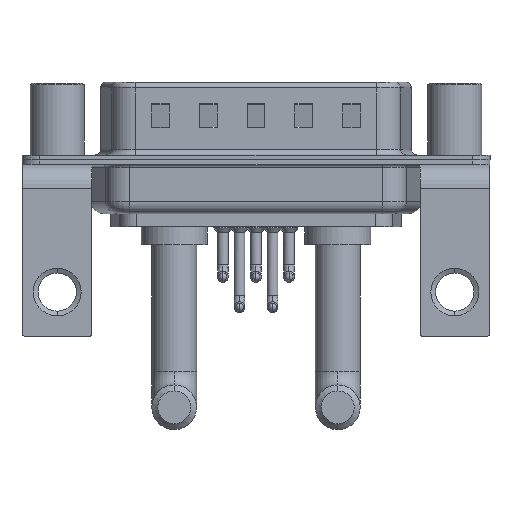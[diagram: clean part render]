
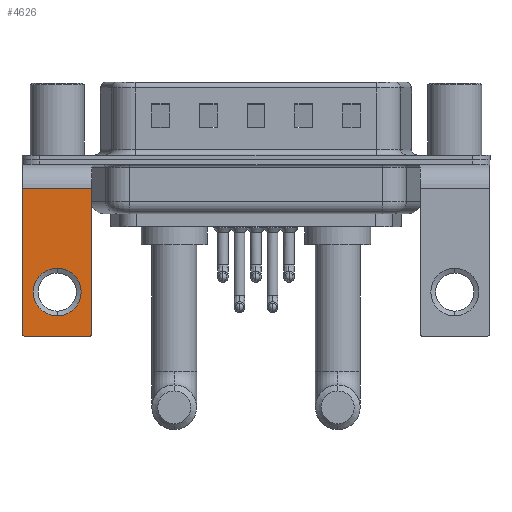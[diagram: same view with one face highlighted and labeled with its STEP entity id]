
A CAD part, front view. The second image highlights one B-rep face of the part: STEP entity #4626.
In plain terms, the highlighted planar face has unit normal (0, -1, 0).
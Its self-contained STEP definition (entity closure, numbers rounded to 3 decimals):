
#242 = CIRCLE ( 'NONE', #14647, 2. ) ;
#899 = CARTESIAN_POINT ( 'NONE',  ( 2.9, -6.25, -14.55 ) ) ;
#1136 = VERTEX_POINT ( 'NONE', #16481 ) ;
#1305 = DIRECTION ( 'NONE',  ( 0., 0., 1. ) ) ;
#2278 = VECTOR ( 'NONE', #9690, 1000. ) ;
#2371 = LINE ( 'NONE', #7489, #12686 ) ;
#2752 = CARTESIAN_POINT ( 'NONE',  ( 2.9, -6.25, -2.4 ) ) ;
#2802 = VERTEX_POINT ( 'NONE', #2752 ) ;
#2842 = VERTEX_POINT ( 'NONE', #9986 ) ;
#3122 = PLANE ( 'NONE',  #13737 ) ;
#3749 = CARTESIAN_POINT ( 'NONE',  ( -2.65, -6.25, -14.8 ) ) ;
#3785 = EDGE_CURVE ( 'NONE', #2842, #6312, #23002, .T. ) ;
#4626 = ADVANCED_FACE ( 'NONE', ( #5130, #19575 ), #3122, .F. ) ;
#4688 = DIRECTION ( 'NONE',  ( 0., 0., -1. ) ) ;
#4878 = CARTESIAN_POINT ( 'NONE',  ( 2.65, -6.25, -14.55 ) ) ;
#4924 = CARTESIAN_POINT ( 'NONE',  ( -2.65, -6.25, -14.55 ) ) ;
#4936 = CARTESIAN_POINT ( 'NONE',  ( -2.9, -6.25, -14.55 ) ) ;
#5024 = EDGE_CURVE ( 'NONE', #2802, #8034, #16709, .T. ) ;
#5130 = FACE_BOUND ( 'NONE', #20581, .T. ) ;
#6037 = CIRCLE ( 'NONE', #14371, 0.25 ) ;
#6045 = EDGE_CURVE ( 'NONE', #1136, #17428, #11370, .T. ) ;
#6085 = ORIENTED_EDGE ( 'NONE', *, *, #6733, .F. ) ;
#6247 = CARTESIAN_POINT ( 'NONE',  ( 2.9, -6.25, -14.8 ) ) ;
#6312 = VERTEX_POINT ( 'NONE', #8063 ) ;
#6657 = ORIENTED_EDGE ( 'NONE', *, *, #10137, .T. ) ;
#6733 = EDGE_CURVE ( 'NONE', #1136, #7034, #8041, .T. ) ;
#7034 = VERTEX_POINT ( 'NONE', #3749 ) ;
#7489 = CARTESIAN_POINT ( 'NONE',  ( -2.9, -6.25, -2.4 ) ) ;
#8034 = VERTEX_POINT ( 'NONE', #22932 ) ;
#8041 = LINE ( 'NONE', #6247, #2278 ) ;
#8063 = CARTESIAN_POINT ( 'NONE',  ( 0., -6.25, -13.07 ) ) ;
#8248 = DIRECTION ( 'NONE',  ( 0., 0., 1. ) ) ;
#9009 = AXIS2_PLACEMENT_3D ( 'NONE', #13768, #15421, #1305 ) ;
#9690 = DIRECTION ( 'NONE',  ( -1., 0., 0. ) ) ;
#9934 = DIRECTION ( 'NONE',  ( 0., 0., 1. ) ) ;
#9986 = CARTESIAN_POINT ( 'NONE',  ( 0., -6.25, -9.07 ) ) ;
#10137 = EDGE_CURVE ( 'NONE', #8034, #16212, #2371, .T. ) ;
#10886 = VECTOR ( 'NONE', #4688, 1000. ) ;
#11370 = CIRCLE ( 'NONE', #13644, 0.25 ) ;
#11372 = DIRECTION ( 'NONE',  ( -1., 0., 0. ) ) ;
#12111 = DIRECTION ( 'NONE',  ( 0., -1., 0. ) ) ;
#12157 = DIRECTION ( 'NONE',  ( 0., -1., 0. ) ) ;
#12495 = EDGE_LOOP ( 'NONE', ( #6657, #19783, #6085, #23338, #19593, #19814 ) ) ;
#12686 = VECTOR ( 'NONE', #18620, 1000. ) ;
#13478 = CARTESIAN_POINT ( 'NONE',  ( 0., -6.25, -11.07 ) ) ;
#13644 = AXIS2_PLACEMENT_3D ( 'NONE', #4878, #12111, #23248 ) ;
#13737 = AXIS2_PLACEMENT_3D ( 'NONE', #23266, #14034, #17468 ) ;
#13768 = CARTESIAN_POINT ( 'NONE',  ( 0., -6.25, -11.07 ) ) ;
#14034 = DIRECTION ( 'NONE',  ( 0., 1., 0. ) ) ;
#14371 = AXIS2_PLACEMENT_3D ( 'NONE', #4924, #12157, #8248 ) ;
#14647 = AXIS2_PLACEMENT_3D ( 'NONE', #13478, #20686, #9934 ) ;
#15421 = DIRECTION ( 'NONE',  ( 0., 1., 0. ) ) ;
#15645 = VECTOR ( 'NONE', #11372, 1000. ) ;
#16212 = VERTEX_POINT ( 'NONE', #4936 ) ;
#16481 = CARTESIAN_POINT ( 'NONE',  ( 2.65, -6.25, -14.8 ) ) ;
#16589 = CARTESIAN_POINT ( 'NONE',  ( 2.9, -6.25, -2.4 ) ) ;
#16709 = LINE ( 'NONE', #16589, #15645 ) ;
#17428 = VERTEX_POINT ( 'NONE', #899 ) ;
#17468 = DIRECTION ( 'NONE',  ( 0., 0., 1. ) ) ;
#18219 = ORIENTED_EDGE ( 'NONE', *, *, #19079, .T. ) ;
#18620 = DIRECTION ( 'NONE',  ( 0., 0., -1. ) ) ;
#19079 = EDGE_CURVE ( 'NONE', #6312, #2842, #242, .T. ) ;
#19258 = LINE ( 'NONE', #20908, #10886 ) ;
#19358 = ORIENTED_EDGE ( 'NONE', *, *, #3785, .T. ) ;
#19575 = FACE_OUTER_BOUND ( 'NONE', #12495, .T. ) ;
#19593 = ORIENTED_EDGE ( 'NONE', *, *, #22995, .F. ) ;
#19783 = ORIENTED_EDGE ( 'NONE', *, *, #20867, .T. ) ;
#19814 = ORIENTED_EDGE ( 'NONE', *, *, #5024, .T. ) ;
#20581 = EDGE_LOOP ( 'NONE', ( #18219, #19358 ) ) ;
#20686 = DIRECTION ( 'NONE',  ( 0., 1., 0. ) ) ;
#20867 = EDGE_CURVE ( 'NONE', #16212, #7034, #6037, .T. ) ;
#20908 = CARTESIAN_POINT ( 'NONE',  ( 2.9, -6.25, -2.4 ) ) ;
#22932 = CARTESIAN_POINT ( 'NONE',  ( -2.9, -6.25, -2.4 ) ) ;
#22995 = EDGE_CURVE ( 'NONE', #2802, #17428, #19258, .T. ) ;
#23002 = CIRCLE ( 'NONE', #9009, 2. ) ;
#23248 = DIRECTION ( 'NONE',  ( 0., 0., 1. ) ) ;
#23266 = CARTESIAN_POINT ( 'NONE',  ( 2.9, -6.25, -2.4 ) ) ;
#23338 = ORIENTED_EDGE ( 'NONE', *, *, #6045, .T. ) ;
